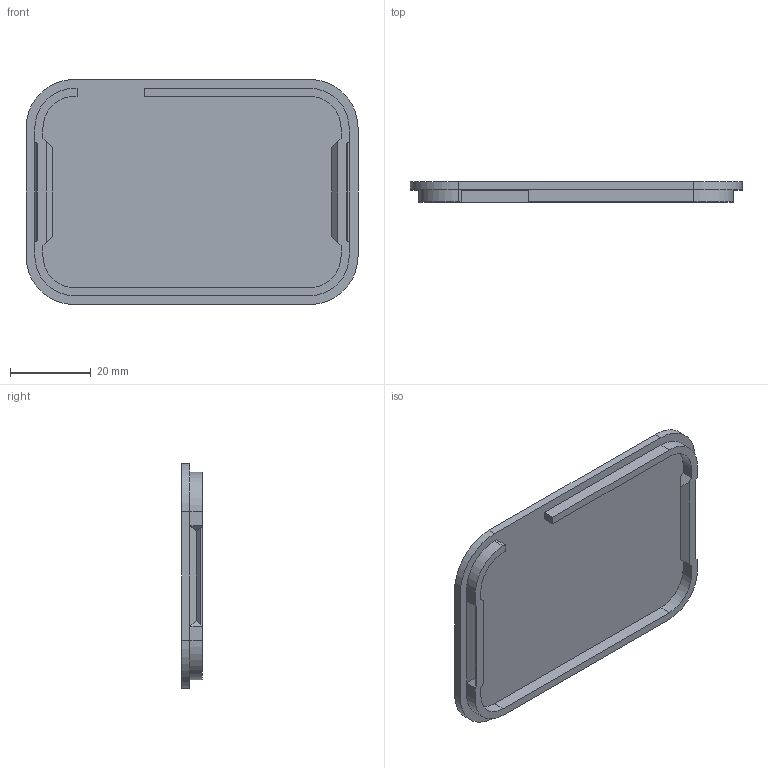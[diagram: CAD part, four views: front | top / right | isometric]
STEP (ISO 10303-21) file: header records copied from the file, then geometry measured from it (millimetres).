
FILE_DESCRIPTION(/* description */ (''),/* implementation_level */ '2;1');
FILE_NAME(/* name */ 'sensor enclosure top.step',/* time_stamp */ '2020-08-31T12:45:01-05:00',/* author */ (''),/* organization */ (''),/* preprocessor_version */ 'ST-DEVELOPER v18.1',/* originating_system */ 'Autodesk Translation Framework v9.3.0.1241',/* authorisation */ '');
FILE_SCHEMA (('AUTOMOTIVE_DESIGN { 1 0 10303 214 3 1 1 }'));
Length unit declared in the file: millimetre
Products named in the file (3): sensor enclosure; enclosure; Top Cover
Assembly tree (2 placements, depth 3):
  sensor enclosure
    enclosure
      Top Cover
Bounding box: 82.18 x 5 x 55.74 mm (x, y, z)
Volume: 10347.5 mm3; surface area: 10840.2 mm2
Topology: 1 solids, 1 shells, 53 faces, 146 edges, 96 vertices
Faces by surface type: plane 41, cylinder 12
Entity records: 1789 total; most frequent: CARTESIAN_POINT 301, ORIENTED_EDGE 292, DIRECTION 288, EDGE_CURVE 146, LINE 122, VECTOR 122, VERTEX_POINT 96, AXIS2_PLACEMENT_3D 83
